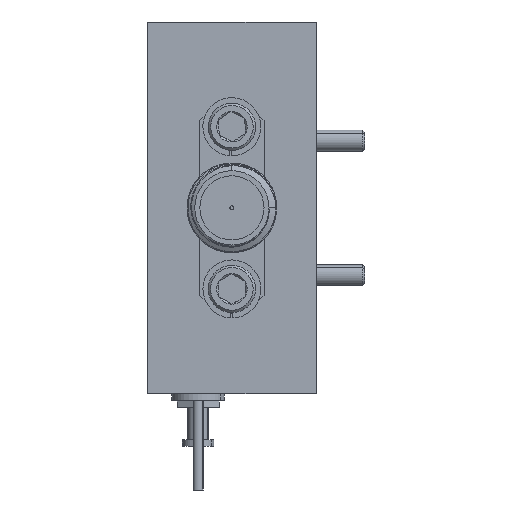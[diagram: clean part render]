
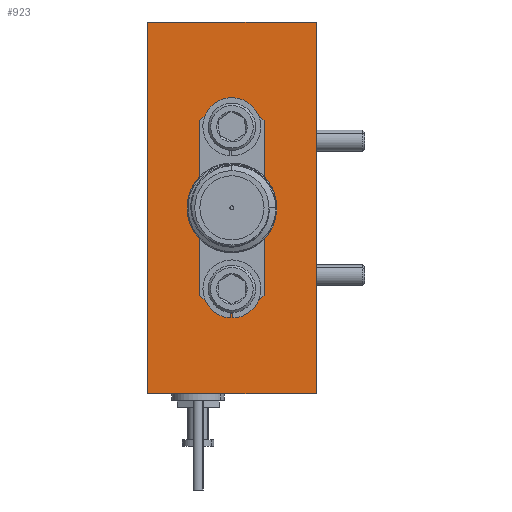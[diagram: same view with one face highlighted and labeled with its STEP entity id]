
A CAD part, left-side view. The second image highlights one B-rep face of the part: STEP entity #923.
In plain terms, the highlighted planar face has unit normal (-1, 0, 0).
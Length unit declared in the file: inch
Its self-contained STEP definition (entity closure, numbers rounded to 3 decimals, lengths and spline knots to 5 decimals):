
#263 = DIRECTION ( 'NONE',  ( 0., 0., -1. ) ) ;
#351 = LINE ( 'NONE', #6563, #6813 ) ;
#540 = ORIENTED_EDGE ( 'NONE', *, *, #13203, .F. ) ;
#794 = VERTEX_POINT ( 'NONE', #4696 ) ;
#923 = ADVANCED_FACE ( 'NONE', ( #13052, #17715 ), #18307, .F. ) ;
#1065 = VERTEX_POINT ( 'NONE', #14351 ) ;
#1115 = CARTESIAN_POINT ( 'NONE',  ( -0.9, 0.155, 0.29771 ) ) ;
#1648 = CARTESIAN_POINT ( 'NONE',  ( -0.9, 0.155, -0.25924 ) ) ;
#1885 = CARTESIAN_POINT ( 'NONE',  ( -0.9, 0.205, 0.30924 ) ) ;
#2369 = ORIENTED_EDGE ( 'NONE', *, *, #18464, .T. ) ;
#2432 = LINE ( 'NONE', #1115, #16957 ) ;
#2605 = VECTOR ( 'NONE', #7209, 39.37008 ) ;
#2648 = EDGE_CURVE ( 'NONE', #8778, #5110, #14951, .T. ) ;
#2814 = VERTEX_POINT ( 'NONE', #11196 ) ;
#3313 = CARTESIAN_POINT ( 'NONE',  ( -0.9, 0.5, 0.55 ) ) ;
#4265 = EDGE_CURVE ( 'NONE', #5110, #2814, #351, .T. ) ;
#4273 = ORIENTED_EDGE ( 'NONE', *, *, #18715, .F. ) ;
#4306 = ORIENTED_EDGE ( 'NONE', *, *, #6137, .F. ) ;
#4696 = CARTESIAN_POINT ( 'NONE',  ( -0.9, 0.205, -0.30924 ) ) ;
#4709 = CARTESIAN_POINT ( 'NONE',  ( -0.9, 0.07288, 0.17712 ) ) ;
#4956 = LINE ( 'NONE', #17571, #6648 ) ;
#5110 = VERTEX_POINT ( 'NONE', #11021 ) ;
#5210 = CARTESIAN_POINT ( 'NONE',  ( -0.9, 0.25, 0. ) ) ;
#5246 = VECTOR ( 'NONE', #10369, 39.37008 ) ;
#5306 = VECTOR ( 'NONE', #6445, 39.37008 ) ;
#5317 = VERTEX_POINT ( 'NONE', #13980 ) ;
#5575 = CARTESIAN_POINT ( 'NONE',  ( -0.9, 0., 0.55 ) ) ;
#5686 = ORIENTED_EDGE ( 'NONE', *, *, #7639, .F. ) ;
#5793 = AXIS2_PLACEMENT_3D ( 'NONE', #9505, #6446, #19064 ) ;
#5983 = VERTEX_POINT ( 'NONE', #13389 ) ;
#6137 = EDGE_CURVE ( 'NONE', #5317, #794, #9172, .T. ) ;
#6386 = ORIENTED_EDGE ( 'NONE', *, *, #4265, .F. ) ;
#6445 = DIRECTION ( 'NONE',  ( 0., 0.707, 0.707 ) ) ;
#6446 = DIRECTION ( 'NONE',  ( -1., 0., 0. ) ) ;
#6563 = CARTESIAN_POINT ( 'NONE',  ( -0.9, 0.42712, 0.17712 ) ) ;
#6648 = VECTOR ( 'NONE', #17369, 39.37008 ) ;
#6813 = VECTOR ( 'NONE', #12688, 39.37008 ) ;
#6994 = CARTESIAN_POINT ( 'NONE',  ( -0.9, 0.5, -0.55 ) ) ;
#7175 = EDGE_CURVE ( 'NONE', #17881, #19158, #2432, .T. ) ;
#7209 = DIRECTION ( 'NONE',  ( 0., 0., 1. ) ) ;
#7639 = EDGE_CURVE ( 'NONE', #794, #17881, #4956, .T. ) ;
#7784 = DIRECTION ( 'NONE',  ( -1., 0., 0. ) ) ;
#7937 = VECTOR ( 'NONE', #16574, 39.37008 ) ;
#8376 = ORIENTED_EDGE ( 'NONE', *, *, #11746, .T. ) ;
#8778 = VERTEX_POINT ( 'NONE', #1885 ) ;
#9008 = EDGE_CURVE ( 'NONE', #2814, #15603, #14743, .T. ) ;
#9051 = DIRECTION ( 'NONE',  ( 1., 0., 0. ) ) ;
#9172 = CIRCLE ( 'NONE', #10448, 0.3125 ) ;
#9276 = EDGE_CURVE ( 'NONE', #12368, #1065, #17840, .T. ) ;
#9362 = LINE ( 'NONE', #12753, #10359 ) ;
#9505 = CARTESIAN_POINT ( 'NONE',  ( -0.9, 0.25, 0. ) ) ;
#10179 = DIRECTION ( 'NONE',  ( 0., 0., 1. ) ) ;
#10324 = DIRECTION ( 'NONE',  ( 0., 0., -1. ) ) ;
#10359 = VECTOR ( 'NONE', #15665, 39.37008 ) ;
#10369 = DIRECTION ( 'NONE',  ( 0., -1., 0. ) ) ;
#10448 = AXIS2_PLACEMENT_3D ( 'NONE', #17028, #7784, #18452 ) ;
#10795 = CARTESIAN_POINT ( 'NONE',  ( -0.9, 0.155, 0.25924 ) ) ;
#10918 = LINE ( 'NONE', #4709, #5306 ) ;
#11021 = CARTESIAN_POINT ( 'NONE',  ( -0.9, 0.295, 0.30924 ) ) ;
#11105 = VERTEX_POINT ( 'NONE', #18147 ) ;
#11196 = CARTESIAN_POINT ( 'NONE',  ( -0.9, 0.345, 0.25924 ) ) ;
#11306 = ORIENTED_EDGE ( 'NONE', *, *, #18974, .F. ) ;
#11371 = AXIS2_PLACEMENT_3D ( 'NONE', #5210, #19361, #16001 ) ;
#11407 = EDGE_LOOP ( 'NONE', ( #6386, #15422, #4273, #11938, #5686, #4306, #18980, #540, #13362 ) ) ;
#11433 = ORIENTED_EDGE ( 'NONE', *, *, #9276, .F. ) ;
#11746 = EDGE_CURVE ( 'NONE', #12091, #11105, #13654, .T. ) ;
#11938 = ORIENTED_EDGE ( 'NONE', *, *, #7175, .F. ) ;
#12091 = VERTEX_POINT ( 'NONE', #6994 ) ;
#12368 = VERTEX_POINT ( 'NONE', #18519 ) ;
#12688 = DIRECTION ( 'NONE',  ( 0., 0.707, -0.707 ) ) ;
#12753 = CARTESIAN_POINT ( 'NONE',  ( -0.9, 0.42712, -0.17712 ) ) ;
#13052 = FACE_OUTER_BOUND ( 'NONE', #13067, .T. ) ;
#13067 = EDGE_LOOP ( 'NONE', ( #2369, #11433, #11306, #8376 ) ) ;
#13203 = EDGE_CURVE ( 'NONE', #15603, #5983, #9362, .T. ) ;
#13328 = LINE ( 'NONE', #5575, #2605 ) ;
#13362 = ORIENTED_EDGE ( 'NONE', *, *, #9008, .F. ) ;
#13377 = CARTESIAN_POINT ( 'NONE',  ( -0.9, 0.5, 0.55 ) ) ;
#13389 = CARTESIAN_POINT ( 'NONE',  ( -0.9, 0.295, -0.30924 ) ) ;
#13654 = LINE ( 'NONE', #14775, #5246 ) ;
#13980 = CARTESIAN_POINT ( 'NONE',  ( -0.9, 0.25, -0.3125 ) ) ;
#14351 = CARTESIAN_POINT ( 'NONE',  ( -0.9, 0., 0.55 ) ) ;
#14743 = LINE ( 'NONE', #17966, #16741 ) ;
#14775 = CARTESIAN_POINT ( 'NONE',  ( -0.9, 0.5, -0.55 ) ) ;
#14951 = CIRCLE ( 'NONE', #11371, 0.3125 ) ;
#15230 = CIRCLE ( 'NONE', #5793, 0.3125 ) ;
#15422 = ORIENTED_EDGE ( 'NONE', *, *, #2648, .F. ) ;
#15603 = VERTEX_POINT ( 'NONE', #16705 ) ;
#15665 = DIRECTION ( 'NONE',  ( 0., -0.707, -0.707 ) ) ;
#15780 = AXIS2_PLACEMENT_3D ( 'NONE', #3313, #9051, #263 ) ;
#16001 = DIRECTION ( 'NONE',  ( 0., 0., 1. ) ) ;
#16380 = CARTESIAN_POINT ( 'NONE',  ( -0.9, 0.5, 0.55 ) ) ;
#16430 = EDGE_CURVE ( 'NONE', #5983, #5317, #15230, .T. ) ;
#16489 = DIRECTION ( 'NONE',  ( 0., -1., 0. ) ) ;
#16574 = DIRECTION ( 'NONE',  ( 0., 0., 1. ) ) ;
#16705 = CARTESIAN_POINT ( 'NONE',  ( -0.9, 0.345, -0.25924 ) ) ;
#16741 = VECTOR ( 'NONE', #10324, 39.37008 ) ;
#16957 = VECTOR ( 'NONE', #10179, 39.37008 ) ;
#17028 = CARTESIAN_POINT ( 'NONE',  ( -0.9, 0.25, 0. ) ) ;
#17369 = DIRECTION ( 'NONE',  ( 0., -0.707, 0.707 ) ) ;
#17571 = CARTESIAN_POINT ( 'NONE',  ( -0.9, 0.07288, -0.17712 ) ) ;
#17715 = FACE_BOUND ( 'NONE', #11407, .T. ) ;
#17840 = LINE ( 'NONE', #13377, #17978 ) ;
#17881 = VERTEX_POINT ( 'NONE', #1648 ) ;
#17966 = CARTESIAN_POINT ( 'NONE',  ( -0.9, 0.345, 0.29771 ) ) ;
#17978 = VECTOR ( 'NONE', #16489, 39.37008 ) ;
#18147 = CARTESIAN_POINT ( 'NONE',  ( -0.9, 0., -0.55 ) ) ;
#18307 = PLANE ( 'NONE',  #15780 ) ;
#18324 = LINE ( 'NONE', #16380, #7937 ) ;
#18452 = DIRECTION ( 'NONE',  ( 0., 0., -1. ) ) ;
#18464 = EDGE_CURVE ( 'NONE', #11105, #1065, #13328, .T. ) ;
#18519 = CARTESIAN_POINT ( 'NONE',  ( -0.9, 0.5, 0.55 ) ) ;
#18715 = EDGE_CURVE ( 'NONE', #19158, #8778, #10918, .T. ) ;
#18974 = EDGE_CURVE ( 'NONE', #12091, #12368, #18324, .T. ) ;
#18980 = ORIENTED_EDGE ( 'NONE', *, *, #16430, .F. ) ;
#19064 = DIRECTION ( 'NONE',  ( 0., 0., -1. ) ) ;
#19158 = VERTEX_POINT ( 'NONE', #10795 ) ;
#19361 = DIRECTION ( 'NONE',  ( -1., 0., 0. ) ) ;
